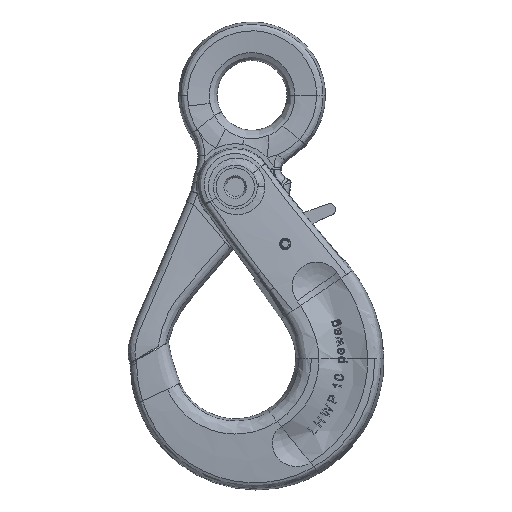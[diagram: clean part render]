
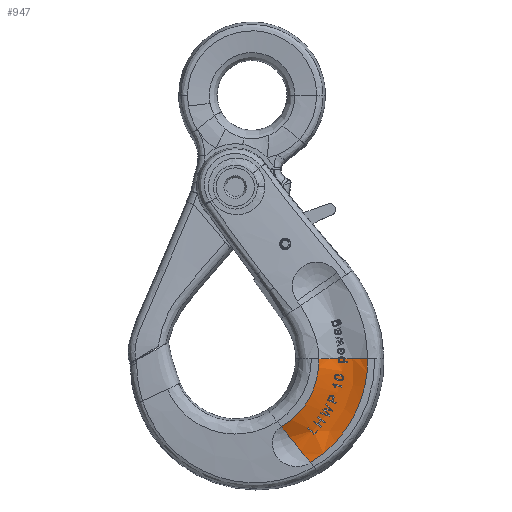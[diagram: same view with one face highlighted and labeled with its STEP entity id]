
A CAD part, top view. The second image highlights one B-rep face of the part: STEP entity #947.
In plain terms, the highlighted free-form (B-spline) face has degree [3, 3] with [7, 8] control points.
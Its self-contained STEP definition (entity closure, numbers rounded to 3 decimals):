
#947=ADVANCED_FACE('',(#2246),#2247,.T.);
#2246=FACE_OUTER_BOUND('',#4214,.T.);
#2247=B_SPLINE_SURFACE_WITH_KNOTS('',3,3,((#4215,#4216,#4217,#4218,#4219,#4220,#4221,#4222),(#4223,#4224,#4225,#4226,#4227,#4228,#4229,#4230),(#4231,#4232,#4233,#4234,#4235,#4236,#4237,#4238),(#4239,#4240,#4241,#4242,#4243,#4244,#4245,#4246),(#4247,#4248,#4249,#4250,#4251,#4252,#4253,#4254),(#4255,#4256,#4257,#4258,#4259,#4260,#4261,#4262),(#4263,#4264,#4265,#4266,#4267,#4268,#4269,#4270)),.UNSPECIFIED.,.F.,.F.,.F.,(4,1,1,1,4),(4,1,1,1,1,4),(0.0,0.25,0.5,0.75,1.0),(0.0,0.125,0.25,0.375,0.5,0.576),.UNSPECIFIED.);
#4214=EDGE_LOOP('',(#23223,#23224,#23225,#23226));
#4215=CARTESIAN_POINT('',(20.199,-29.935,10.61));
#4216=CARTESIAN_POINT('',(22.528,-28.653,10.752));
#4217=CARTESIAN_POINT('',(26.865,-25.511,11.126));
#4218=CARTESIAN_POINT('',(31.933,-19.294,11.889));
#4219=CARTESIAN_POINT('',(35.275,-12.039,12.735));
#4220=CARTESIAN_POINT('',(36.682,-5.222,13.449));
#4221=CARTESIAN_POINT('',(36.817,-0.951,13.833));
#4222=CARTESIAN_POINT('',(36.768,0.663,13.967));
#4223=CARTESIAN_POINT('',(21.107,-31.053,9.471));
#4224=CARTESIAN_POINT('',(23.526,-29.718,9.621));
#4225=CARTESIAN_POINT('',(28.032,-26.453,10.013));
#4226=CARTESIAN_POINT('',(33.311,-20.014,10.804));
#4227=CARTESIAN_POINT('',(36.814,-12.502,11.679));
#4228=CARTESIAN_POINT('',(38.308,-5.439,12.419));
#4229=CARTESIAN_POINT('',(38.464,-1.011,12.819));
#4230=CARTESIAN_POINT('',(38.419,0.663,12.96));
#4231=CARTESIAN_POINT('',(23.055,-33.454,7.443));
#4232=CARTESIAN_POINT('',(25.656,-32.001,7.611));
#4233=CARTESIAN_POINT('',(30.5,-28.47,8.041));
#4234=CARTESIAN_POINT('',(36.201,-21.553,8.889));
#4235=CARTESIAN_POINT('',(40.026,-13.493,9.825));
#4236=CARTESIAN_POINT('',(41.693,-5.911,10.62));
#4237=CARTESIAN_POINT('',(41.893,-1.151,11.054));
#4238=CARTESIAN_POINT('',(41.854,0.649,11.207));
#4239=CARTESIAN_POINT('',(26.421,-37.601,5.787));
#4240=CARTESIAN_POINT('',(29.289,-35.937,5.974));
#4241=CARTESIAN_POINT('',(34.632,-31.94,6.443));
#4242=CARTESIAN_POINT('',(40.956,-24.207,7.353));
#4243=CARTESIAN_POINT('',(45.252,-15.227,8.356));
#4244=CARTESIAN_POINT('',(47.169,-6.779,9.211));
#4245=CARTESIAN_POINT('',(47.428,-1.467,9.682));
#4246=CARTESIAN_POINT('',(47.397,0.543,9.848));
#4247=CARTESIAN_POINT('',(29.945,-41.942,6.247));
#4248=CARTESIAN_POINT('',(33.079,-40.057,6.432));
#4249=CARTESIAN_POINT('',(38.916,-35.571,6.898));
#4250=CARTESIAN_POINT('',(45.854,-26.988,7.807));
#4251=CARTESIAN_POINT('',(50.613,-17.054,8.813));
#4252=CARTESIAN_POINT('',(52.773,-7.711,9.673));
#4253=CARTESIAN_POINT('',(53.087,-1.828,10.147));
#4254=CARTESIAN_POINT('',(53.064,0.398,10.314));
#4255=CARTESIAN_POINT('',(32.073,-44.565,7.798));
#4256=CARTESIAN_POINT('',(35.385,-42.549,7.972));
#4257=CARTESIAN_POINT('',(41.555,-37.771,8.415));
#4258=CARTESIAN_POINT('',(48.907,-28.672,9.291));
#4259=CARTESIAN_POINT('',(53.98,-18.153,10.268));
#4260=CARTESIAN_POINT('',(56.305,-8.257,11.104));
#4261=CARTESIAN_POINT('',(56.658,-2.021,11.563));
#4262=CARTESIAN_POINT('',(56.64,0.338,11.724));
#4263=CARTESIAN_POINT('',(33.062,-45.783,8.754));
#4264=CARTESIAN_POINT('',(36.463,-43.708,8.921));
#4265=CARTESIAN_POINT('',(42.799,-38.796,9.352));
#4266=CARTESIAN_POINT('',(50.358,-29.457,10.212));
#4267=CARTESIAN_POINT('',(55.587,-18.663,11.173));
#4268=CARTESIAN_POINT('',(57.995,-8.507,11.996));
#4269=CARTESIAN_POINT('',(58.368,-2.105,12.448));
#4270=CARTESIAN_POINT('',(58.352,0.318,12.606));
#23223=ORIENTED_EDGE('',*,*,#27335,.T.);
#23224=ORIENTED_EDGE('',*,*,#27336,.T.);
#23225=ORIENTED_EDGE('',*,*,#27337,.F.);
#23226=ORIENTED_EDGE('',*,*,#27338,.T.);
#27335=EDGE_CURVE('',#29501,#29502,#29503,.T.);
#27336=EDGE_CURVE('',#29502,#29504,#29505,.T.);
#27337=EDGE_CURVE('',#29506,#29504,#29507,.T.);
#27338=EDGE_CURVE('',#29506,#29501,#29508,.T.);
#29501=VERTEX_POINT('',#33167);
#29502=VERTEX_POINT('',#33168);
#29503=B_SPLINE_CURVE_WITH_KNOTS('',3,(#33169,#33170,#33171,#33172,#33173,#33174,#33175,#33176),.UNSPECIFIED.,.F.,.F.,(4,1,1,1,1,4),(0.0,0.218,0.436,0.655,0.873,1.0),.UNSPECIFIED.);
#29504=VERTEX_POINT('',#33177);
#29505=B_SPLINE_CURVE_WITH_KNOTS('',3,(#33178,#33179,#33180,#33181,#33182,#33183,#33184,#33185,#33186,#33187,#33188,#33189,#33190,#33191,#33192,#33193,#33194,#33195,#33196,#33197,#33198,#33199,#33200,#33201,#33202),.UNSPECIFIED.,.F.,.F.,(4,2,2,1,2,2,2,2,2,2,2,2,4),(0.0,0.125,0.188,0.219,0.234,0.25,0.5,0.625,0.688,0.719,0.734,0.75,1.0),.UNSPECIFIED.);
#29506=VERTEX_POINT('',#33203);
#29507=B_SPLINE_CURVE_WITH_KNOTS('',3,(#33204,#33205,#33206,#33207,#33208,#33209,#33210,#33211,#33212),.UNSPECIFIED.,.F.,.F.,(4,1,1,1,1,1,4),(0.0,0.2,0.399,0.599,0.799,0.998,1.0),.UNSPECIFIED.);
#29508=B_SPLINE_CURVE_WITH_KNOTS('',3,(#33213,#33214,#33215,#33216,#33217,#33218,#33219),.UNSPECIFIED.,.F.,.F.,(4,1,1,1,4),(0.0,0.25,0.5,0.75,1.0),.UNSPECIFIED.);
#33167=CARTESIAN_POINT('',(33.002,-45.709,8.697));
#33168=CARTESIAN_POINT('',(58.355,0.,12.586));
#33169=CARTESIAN_POINT('',(33.062,-45.783,8.754));
#33170=CARTESIAN_POINT('',(36.463,-43.708,8.921));
#33171=CARTESIAN_POINT('',(42.799,-38.796,9.352));
#33172=CARTESIAN_POINT('',(50.358,-29.457,10.212));
#33173=CARTESIAN_POINT('',(55.587,-18.663,11.173));
#33174=CARTESIAN_POINT('',(57.97,-8.611,11.988));
#33175=CARTESIAN_POINT('',(58.355,-2.317,12.433));
#33176=CARTESIAN_POINT('',(58.354,0.,12.586));
#33177=CARTESIAN_POINT('',(36.779,0.,13.913));
#33178=CARTESIAN_POINT('',(58.354,0.,12.586));
#33179=CARTESIAN_POINT('',(57.468,0.,12.128));
#33180=CARTESIAN_POINT('',(56.58,0.,11.727));
#33181=CARTESIAN_POINT('',(55.254,0.,11.221));
#33182=CARTESIAN_POINT('',(54.813,0.,11.068));
#33183=CARTESIAN_POINT('',(54.154,0.,10.862));
#33184=CARTESIAN_POINT('',(53.824,0.,10.766));
#33185=CARTESIAN_POINT('',(53.496,0.,10.678));
#33186=CARTESIAN_POINT('',(53.278,0.,10.622));
#33187=CARTESIAN_POINT('',(53.139,0.,10.588));
#33188=CARTESIAN_POINT('',(51.796,0.,10.267));
#33189=CARTESIAN_POINT('',(49.935,0.,9.912));
#33190=CARTESIAN_POINT('',(46.143,0.,10.208));
#33191=CARTESIAN_POINT('',(45.052,0.001,10.429));
#33192=CARTESIAN_POINT('',(43.672,0.,10.787));
#33193=CARTESIAN_POINT('',(43.254,0.,10.912));
#33194=CARTESIAN_POINT('',(42.69,0.,11.095));
#33195=CARTESIAN_POINT('',(42.513,0.,11.155));
#33196=CARTESIAN_POINT('',(42.262,0.,11.243));
#33197=CARTESIAN_POINT('',(42.181,0.,11.272));
#33198=CARTESIAN_POINT('',(42.024,0.,11.329));
#33199=CARTESIAN_POINT('',(41.976,0.,11.347));
#33200=CARTESIAN_POINT('',(40.249,0.,11.994));
#33201=CARTESIAN_POINT('',(38.541,0.,12.836));
#33202=CARTESIAN_POINT('',(36.782,0.,13.911));
#33203=CARTESIAN_POINT('',(20.199,-29.935,10.61));
#33204=CARTESIAN_POINT('',(20.199,-29.935,10.61));
#33205=CARTESIAN_POINT('',(22.303,-28.776,10.738));
#33206=CARTESIAN_POINT('',(26.252,-25.989,11.068));
#33207=CARTESIAN_POINT('',(31.033,-20.555,11.734));
#33208=CARTESIAN_POINT('',(34.435,-14.193,12.488));
#33209=CARTESIAN_POINT('',(36.424,-7.249,13.247));
#33210=CARTESIAN_POINT('',(36.811,-2.437,13.703));
#33211=CARTESIAN_POINT('',(36.781,-0.02,13.91));
#33212=CARTESIAN_POINT('',(36.78,0.,13.911));
#33213=CARTESIAN_POINT('',(20.199,-29.935,10.61));
#33214=CARTESIAN_POINT('',(21.107,-31.053,9.471));
#33215=CARTESIAN_POINT('',(23.055,-33.454,7.443));
#33216=CARTESIAN_POINT('',(26.421,-37.601,5.787));
#33217=CARTESIAN_POINT('',(29.945,-41.942,6.247));
#33218=CARTESIAN_POINT('',(32.073,-44.565,7.798));
#33219=CARTESIAN_POINT('',(33.062,-45.783,8.754));
